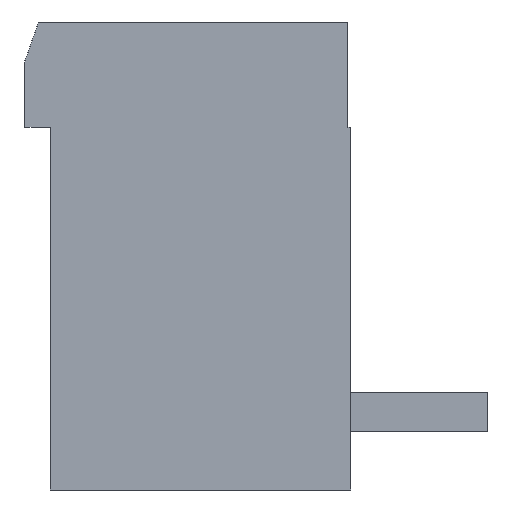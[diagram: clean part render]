
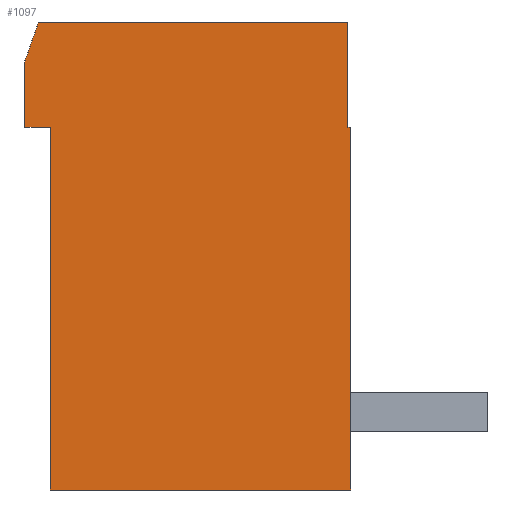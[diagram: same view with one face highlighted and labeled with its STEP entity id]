
A CAD part, left-side view. The second image highlights one B-rep face of the part: STEP entity #1097.
In plain terms, the highlighted planar face has unit normal (-1, 0, 0).
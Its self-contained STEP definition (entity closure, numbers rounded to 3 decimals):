
#72=DIRECTION('',(0.,0.,-1.));
#73=VECTOR('',#72,9.3);
#74=CARTESIAN_POINT('',(-6.,-3.85,-2.7));
#75=LINE('',#74,#73);
#76=DIRECTION('',(0.,1.,0.));
#77=VECTOR('',#76,7.7);
#78=CARTESIAN_POINT('',(-6.,-3.85,-12.));
#79=LINE('',#78,#77);
#80=DIRECTION('',(0.,0.,1.));
#81=VECTOR('',#80,9.3);
#82=CARTESIAN_POINT('',(-6.,3.85,-12.));
#83=LINE('',#82,#81);
#84=DIRECTION('',(0.,1.,0.));
#85=VECTOR('',#84,0.65);
#86=CARTESIAN_POINT('',(-6.,3.85,-2.7));
#87=LINE('',#86,#85);
#88=DIRECTION('',(0.,0.,1.));
#89=VECTOR('',#88,1.7);
#90=CARTESIAN_POINT('',(-6.,4.5,-2.7));
#91=LINE('',#90,#89);
#92=DIRECTION('',(0.,-0.33,0.944));
#93=VECTOR('',#92,1.059);
#94=CARTESIAN_POINT('',(-6.,4.5,-1.));
#95=LINE('',#94,#93);
#96=DIRECTION('',(0.,-1.,0.));
#97=VECTOR('',#96,7.93);
#98=CARTESIAN_POINT('',(-6.,4.15,0.));
#99=LINE('',#98,#97);
#100=DIRECTION('',(0.,0.,-1.));
#101=VECTOR('',#100,2.7);
#102=CARTESIAN_POINT('',(-6.,-3.78,0.));
#103=LINE('',#102,#101);
#104=DIRECTION('',(0.,-1.,0.));
#105=VECTOR('',#104,0.07);
#106=CARTESIAN_POINT('',(-6.,-3.78,-2.7));
#107=LINE('',#106,#105);
#828=CARTESIAN_POINT('',(-6.,-3.85,-2.7));
#829=CARTESIAN_POINT('',(-6.,-3.85,-12.));
#830=VERTEX_POINT('',#828);
#831=VERTEX_POINT('',#829);
#832=CARTESIAN_POINT('',(-6.,3.85,-12.));
#833=VERTEX_POINT('',#832);
#834=CARTESIAN_POINT('',(-6.,3.85,-2.7));
#835=VERTEX_POINT('',#834);
#836=CARTESIAN_POINT('',(-6.,4.5,-2.7));
#837=VERTEX_POINT('',#836);
#838=CARTESIAN_POINT('',(-6.,4.5,-1.));
#839=VERTEX_POINT('',#838);
#840=CARTESIAN_POINT('',(-6.,4.15,0.));
#841=VERTEX_POINT('',#840);
#842=CARTESIAN_POINT('',(-6.,-3.78,0.));
#843=VERTEX_POINT('',#842);
#1036=CARTESIAN_POINT('',(-6.,-3.78,-2.7));
#1037=VERTEX_POINT('',#1036);
#1072=CARTESIAN_POINT('',(-6.,0.,0.));
#1073=DIRECTION('',(1.,0.,0.));
#1074=DIRECTION('',(0.,0.,-1.));
#1075=AXIS2_PLACEMENT_3D('',#1072,#1073,#1074);
#1076=PLANE('',#1075);
#1078=ORIENTED_EDGE('',*,*,#1077,.T.);
#1080=ORIENTED_EDGE('',*,*,#1079,.T.);
#1082=ORIENTED_EDGE('',*,*,#1081,.T.);
#1084=ORIENTED_EDGE('',*,*,#1083,.T.);
#1086=ORIENTED_EDGE('',*,*,#1085,.T.);
#1088=ORIENTED_EDGE('',*,*,#1087,.T.);
#1090=ORIENTED_EDGE('',*,*,#1089,.T.);
#1092=ORIENTED_EDGE('',*,*,#1091,.T.);
#1094=ORIENTED_EDGE('',*,*,#1093,.T.);
#1095=EDGE_LOOP('',(#1078,#1080,#1082,#1084,#1086,#1088,#1090,#1092,#1094));
#1096=FACE_OUTER_BOUND('',#1095,.F.);
#1097=ADVANCED_FACE('',(#1096),#1076,.F.);
#1077=EDGE_CURVE('',#830,#831,#75,.T.);
#1079=EDGE_CURVE('',#831,#833,#79,.T.);
#1081=EDGE_CURVE('',#833,#835,#83,.T.);
#1083=EDGE_CURVE('',#835,#837,#87,.T.);
#1085=EDGE_CURVE('',#837,#839,#91,.T.);
#1087=EDGE_CURVE('',#839,#841,#95,.T.);
#1089=EDGE_CURVE('',#841,#843,#99,.T.);
#1091=EDGE_CURVE('',#843,#1037,#103,.T.);
#1093=EDGE_CURVE('',#1037,#830,#107,.T.);
